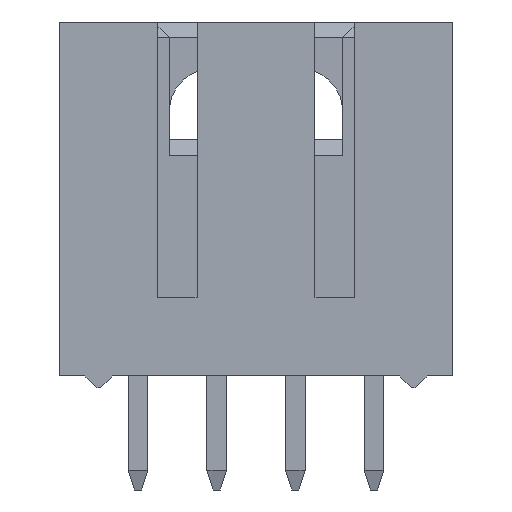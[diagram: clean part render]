
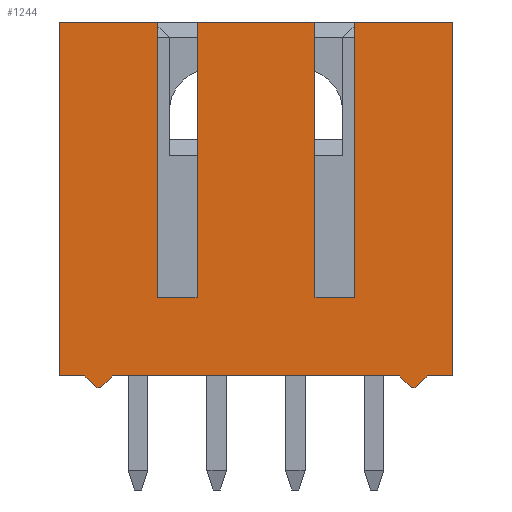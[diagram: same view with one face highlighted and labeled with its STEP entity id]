
A CAD part, front view. The second image highlights one B-rep face of the part: STEP entity #1244.
In plain terms, the highlighted planar face has unit normal (0, -1, 0).
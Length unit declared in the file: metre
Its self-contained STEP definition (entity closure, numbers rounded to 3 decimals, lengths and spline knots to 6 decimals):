
#516 = EDGE_CURVE( '', #1466, #1467, #1468, .T. );
#536 = EDGE_CURVE( '', #1502, #1503, #1504, .T. );
#656 = EDGE_CURVE( '', #1707, #1708, #1709, .T. );
#764 = EDGE_CURVE( '', #1866, #1867, #1868, .T. );
#798 = EDGE_CURVE( '', #1918, #1919, #1920, .T. );
#820 = EDGE_CURVE( '', #1952, #1953, #1954, .T. );
#888 = EDGE_CURVE( '', #2047, #2048, #2049, .T. );
#912 = EDGE_CURVE( '', #1588, #2047, #2079, .T. );
#926 = EDGE_CURVE( '', #2099, #1708, #2100, .T. );
#938 = EDGE_CURVE( '', #1502, #1466, #2113, .T. );
#946 = EDGE_CURVE( '', #1588, #1707, #2121, .T. );
#986 = EDGE_CURVE( '', #1867, #1698, #2172, .T. );
#1036 = EDGE_CURVE( '', #1534, #2231, #2232, .T. );
#1046 = EDGE_CURVE( '', #1918, #2099, #2249, .T. );
#1050 = EDGE_CURVE( '', #1866, #1953, #2253, .T. );
#1054 = EDGE_CURVE( '', #1698, #2257, #2258, .T. );
#1146 = EDGE_CURVE( '', #2231, #1952, #2373, .T. );
#1148 = EDGE_CURVE( '', #2048, #1503, #2375, .T. );
#1200 = EDGE_CURVE( '', #1919, #2257, #2432, .T. );
#1244 = ADVANCED_FACE( '', ( #2484 ), #2485, .T. );
#1266 = EDGE_CURVE( '', #1534, #1467, #2511, .T. );
#1466 = VERTEX_POINT( '', #2742 );
#1467 = VERTEX_POINT( '', #2743 );
#1468 = LINE( '', #2744, #2745 );
#1502 = VERTEX_POINT( '', #2794 );
#1503 = VERTEX_POINT( '', #2795 );
#1504 = LINE( '', #2796, #2797 );
#1534 = VERTEX_POINT( '', #2838 );
#1588 = VERTEX_POINT( '', #2912 );
#1698 = VERTEX_POINT( '', #3074 );
#1707 = VERTEX_POINT( '', #3089 );
#1708 = VERTEX_POINT( '', #3090 );
#1709 = LINE( '', #3091, #3092 );
#1866 = VERTEX_POINT( '', #3316 );
#1867 = VERTEX_POINT( '', #3317 );
#1868 = LINE( '', #3318, #3319 );
#1918 = VERTEX_POINT( '', #3392 );
#1919 = VERTEX_POINT( '', #3393 );
#1920 = LINE( '', #3394, #3395 );
#1952 = VERTEX_POINT( '', #3446 );
#1953 = VERTEX_POINT( '', #3447 );
#1954 = LINE( '', #3448, #3449 );
#2047 = VERTEX_POINT( '', #3596 );
#2048 = VERTEX_POINT( '', #3597 );
#2049 = LINE( '', #3598, #3599 );
#2079 = LINE( '', #3648, #3649 );
#2099 = VERTEX_POINT( '', #3678 );
#2100 = LINE( '', #3679, #3680 );
#2113 = LINE( '', #3702, #3703 );
#2121 = LINE( '', #3718, #3719 );
#2172 = LINE( '', #3801, #3802 );
#2231 = VERTEX_POINT( '', #3894 );
#2232 = LINE( '', #3895, #3896 );
#2249 = LINE( '', #3916, #3917 );
#2253 = LINE( '', #3924, #3925 );
#2257 = VERTEX_POINT( '', #3932 );
#2258 = LINE( '', #3933, #3934 );
#2373 = LINE( '', #4114, #4115 );
#2375 = LINE( '', #4118, #4119 );
#2432 = LINE( '', #4218, #4219 );
#2484 = FACE_OUTER_BOUND( '', #4297, .T. );
#2485 = PLANE( '', #4298 );
#2511 = LINE( '', #4337, #4338 );
#2742 = CARTESIAN_POINT( '', ( 0.00635, -0.00327, 0.01182 ) );
#2743 = CARTESIAN_POINT( '', ( 0.00635, -0.00327, 0.00039 ) );
#2744 = CARTESIAN_POINT( '', ( 0.00635, -0.00327, 0.01182 ) );
#2745 = VECTOR( '', #4615, 1. );
#2794 = CARTESIAN_POINT( '', ( 0.003175, -0.00327, 0.01182 ) );
#2795 = CARTESIAN_POINT( '', ( 0.003175, -0.00327, 0.00293 ) );
#2796 = CARTESIAN_POINT( '', ( 0.003175, -0.00327, 0.01182 ) );
#2797 = VECTOR( '', #4639, 1. );
#2838 = CARTESIAN_POINT( '', ( 0.005525, -0.00327, 0.00039 ) );
#2912 = CARTESIAN_POINT( '', ( -0.001905, -0.00327, 0.01182 ) );
#3074 = CARTESIAN_POINT( '', ( -0.005144, -0.00327, 0.000009 ) );
#3089 = CARTESIAN_POINT( '', ( -0.001905, -0.00327, 0.00293 ) );
#3090 = CARTESIAN_POINT( '', ( -0.003175, -0.00327, 0.00293 ) );
#3091 = CARTESIAN_POINT( '', ( -0.001905, -0.00327, 0.00293 ) );
#3092 = VECTOR( '', #4806, 1. );
#3316 = CARTESIAN_POINT( '', ( -0.004636, -0.00327, 0.00039 ) );
#3317 = CARTESIAN_POINT( '', ( -0.005017, -0.00327, 0.000009 ) );
#3318 = CARTESIAN_POINT( '', ( -0.004636, -0.00327, 0.00039 ) );
#3319 = VECTOR( '', #5006, 1. );
#3392 = CARTESIAN_POINT( '', ( -0.00635, -0.00327, 0.01182 ) );
#3393 = CARTESIAN_POINT( '', ( -0.00635, -0.00327, 0.00039 ) );
#3394 = CARTESIAN_POINT( '', ( -0.00635, -0.00327, 0.01182 ) );
#3395 = VECTOR( '', #5058, 1. );
#3446 = CARTESIAN_POINT( '', ( 0.005017, -0.00327, 0.000009 ) );
#3447 = CARTESIAN_POINT( '', ( 0.004636, -0.00327, 0.00039 ) );
#3448 = CARTESIAN_POINT( '', ( 0.005017, -0.00327, 0.000009 ) );
#3449 = VECTOR( '', #5076, 1. );
#3596 = CARTESIAN_POINT( '', ( 0.001905, -0.00327, 0.01182 ) );
#3597 = CARTESIAN_POINT( '', ( 0.001905, -0.00327, 0.00293 ) );
#3598 = CARTESIAN_POINT( '', ( 0.001905, -0.00327, 0.01182 ) );
#3599 = VECTOR( '', #5154, 1. );
#3648 = CARTESIAN_POINT( '', ( -0.001905, -0.00327, 0.01182 ) );
#3649 = VECTOR( '', #5181, 1. );
#3678 = CARTESIAN_POINT( '', ( -0.003175, -0.00327, 0.01182 ) );
#3679 = CARTESIAN_POINT( '', ( -0.003175, -0.00327, 0.01182 ) );
#3680 = VECTOR( '', #5202, 1. );
#3702 = CARTESIAN_POINT( '', ( 0.003175, -0.00327, 0.01182 ) );
#3703 = VECTOR( '', #5215, 1. );
#3718 = CARTESIAN_POINT( '', ( -0.001905, -0.00327, 0.01182 ) );
#3719 = VECTOR( '', #5219, 1. );
#3801 = CARTESIAN_POINT( '', ( -0.005017, -0.00327, 0.000009 ) );
#3802 = VECTOR( '', #5267, 1. );
#3894 = CARTESIAN_POINT( '', ( 0.005144, -0.00327, 0.000009 ) );
#3895 = CARTESIAN_POINT( '', ( 0.005525, -0.00327, 0.00039 ) );
#3896 = VECTOR( '', #5368, 1. );
#3916 = CARTESIAN_POINT( '', ( -0.00635, -0.00327, 0.01182 ) );
#3917 = VECTOR( '', #5424, 1. );
#3924 = CARTESIAN_POINT( '', ( -0.004636, -0.00327, 0.00039 ) );
#3925 = VECTOR( '', #5426, 1. );
#3932 = CARTESIAN_POINT( '', ( -0.005525, -0.00327, 0.00039 ) );
#3933 = CARTESIAN_POINT( '', ( -0.005144, -0.00327, 0.000009 ) );
#3934 = VECTOR( '', #5428, 1. );
#4114 = CARTESIAN_POINT( '', ( 0.005144, -0.00327, 0.000009 ) );
#4115 = VECTOR( '', #5603, 1. );
#4118 = CARTESIAN_POINT( '', ( 0.001905, -0.00327, 0.00293 ) );
#4119 = VECTOR( '', #5604, 1. );
#4218 = CARTESIAN_POINT( '', ( -0.00635, -0.00327, 0.00039 ) );
#4219 = VECTOR( '', #5660, 1. );
#4297 = EDGE_LOOP( '', ( #5745, #5746, #5747, #5748, #5749, #5750, #5751, #5752, #5753, #5754, #5755, #5756, #5757, #5758, #5759, #5760, #5761, #5762, #5763, #5764 ) );
#4298 = AXIS2_PLACEMENT_3D( '', #5765, #5766, #5767 );
#4337 = CARTESIAN_POINT( '', ( 0.005525, -0.00327, 0.00039 ) );
#4338 = VECTOR( '', #5805, 1. );
#4615 = DIRECTION( '', ( 0., 0., -1. ) );
#4639 = DIRECTION( '', ( 0., 0., -1. ) );
#4806 = DIRECTION( '', ( -1., 0., 0. ) );
#5006 = DIRECTION( '', ( -0.707, 0., -0.707 ) );
#5058 = DIRECTION( '', ( 0., 0., -1. ) );
#5076 = DIRECTION( '', ( -0.707, 0., 0.707 ) );
#5154 = DIRECTION( '', ( 0., 0., -1. ) );
#5181 = DIRECTION( '', ( 1., 0., 0. ) );
#5202 = DIRECTION( '', ( 0., 0., -1. ) );
#5215 = DIRECTION( '', ( 1., 0., 0. ) );
#5219 = DIRECTION( '', ( 0., 0., -1. ) );
#5267 = DIRECTION( '', ( -1., 0., 0. ) );
#5368 = DIRECTION( '', ( -0.707, 0., -0.707 ) );
#5424 = DIRECTION( '', ( 1., 0., 0. ) );
#5426 = DIRECTION( '', ( 1., 0., 0. ) );
#5428 = DIRECTION( '', ( -0.707, 0., 0.707 ) );
#5603 = DIRECTION( '', ( -1., 0., 0. ) );
#5604 = DIRECTION( '', ( 1., 0., 0. ) );
#5660 = DIRECTION( '', ( 1., 0., 0. ) );
#5745 = ORIENTED_EDGE( '', *, *, #926, .F. );
#5746 = ORIENTED_EDGE( '', *, *, #1046, .F. );
#5747 = ORIENTED_EDGE( '', *, *, #798, .T. );
#5748 = ORIENTED_EDGE( '', *, *, #1200, .T. );
#5749 = ORIENTED_EDGE( '', *, *, #1054, .F. );
#5750 = ORIENTED_EDGE( '', *, *, #986, .F. );
#5751 = ORIENTED_EDGE( '', *, *, #764, .F. );
#5752 = ORIENTED_EDGE( '', *, *, #1050, .T. );
#5753 = ORIENTED_EDGE( '', *, *, #820, .F. );
#5754 = ORIENTED_EDGE( '', *, *, #1146, .F. );
#5755 = ORIENTED_EDGE( '', *, *, #1036, .F. );
#5756 = ORIENTED_EDGE( '', *, *, #1266, .T. );
#5757 = ORIENTED_EDGE( '', *, *, #516, .F. );
#5758 = ORIENTED_EDGE( '', *, *, #938, .F. );
#5759 = ORIENTED_EDGE( '', *, *, #536, .T. );
#5760 = ORIENTED_EDGE( '', *, *, #1148, .F. );
#5761 = ORIENTED_EDGE( '', *, *, #888, .F. );
#5762 = ORIENTED_EDGE( '', *, *, #912, .F. );
#5763 = ORIENTED_EDGE( '', *, *, #946, .T. );
#5764 = ORIENTED_EDGE( '', *, *, #656, .T. );
#5765 = CARTESIAN_POINT( '', ( -0.00635, -0.00327, 0.01182 ) );
#5766 = DIRECTION( '', ( 0., -1., 0. ) );
#5767 = DIRECTION( '', ( 0., 0., -1. ) );
#5805 = DIRECTION( '', ( 1., 0., 0. ) );
